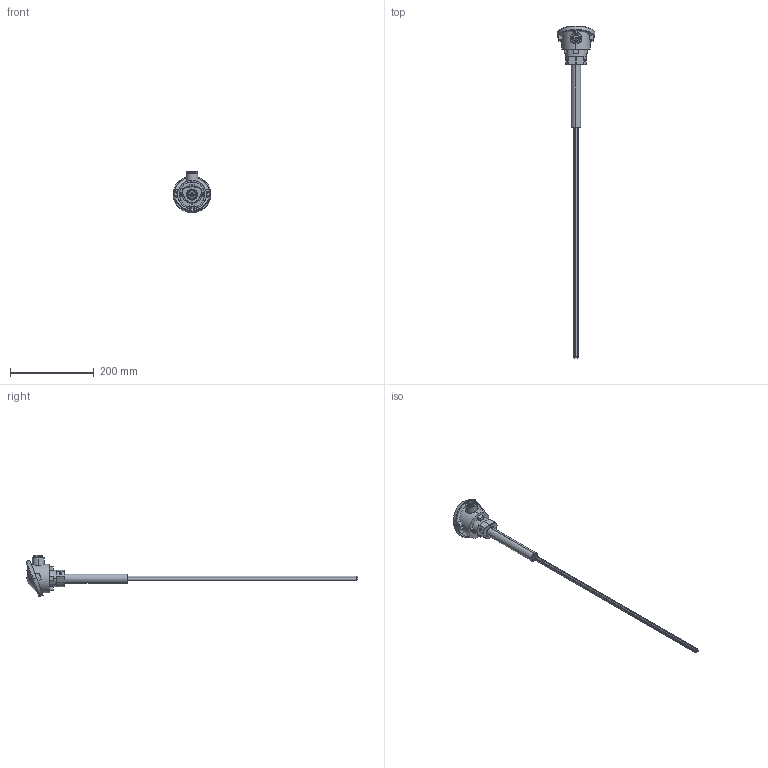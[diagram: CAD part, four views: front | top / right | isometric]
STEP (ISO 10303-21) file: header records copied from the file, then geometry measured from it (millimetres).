
FILE_DESCRIPTION (( 'STEP AP214' ), '1' );
FILE_NAME ('13-0103-SR22.STEP', '2023-10-16T13:24:57', ( '' ), ( '' ), 'SwSTEP 2.0', 'SolidWorks 2022', '' );
FILE_SCHEMA (( 'AUTOMOTIVE_DESIGN' ));
Length unit declared in the file: millimetre
Products named in the file (26): 22-0101-1101-24; Schraube_M5_Kopf; 22-0000-1018-01-1; Kabelverschaubung_M20x15_Gummi; 13-0103-SR22; Luesterklemme_BG-2; Einschub-1-1; 22-1104-0503_NL700; Kopfeinsatz_Quetschring; Anschlusskopf_Form_A; slotted pan head screw_din_DIN EN ISO 1580 - M4 x 16 - 16C; 22-0103-1101-06; Luesterklemme_BG-1; socket set screw cone point_din_DIN 914 - M5 x 6-C; Kopfeinsatz_Dichtring_Deckel; Schraube_M3-1-1; Luesterklemme-1-1; Scheibe_M5_Kopf; Cover^Anschlusskopf_Form_A; 23-0102-35_23-0102-35-0738; slotted pan head screw_din_DIN EN ISO 1580 - M4 x 8 - 8C; Kopfeinsatz_Deckel; Kopfeinsatz_Mutter; Montageplatte_3fach; Anschlusskopf_Form_A_Kopf; body^Anschlusskopf_Form_A
Assembly tree (44 placements, depth 4):
  13-0103-SR22
    22-0103-1101-06
    22-1104-0503_NL700  x3
    23-0102-35_23-0102-35-0738  x2
    Anschlusskopf_Form_A
      body^Anschlusskopf_Form_A
        Anschlusskopf_Form_A_Kopf
        Kabelverschaubung_M20x15_Gummi
        Kopfeinsatz_Mutter
        Kopfeinsatz_Quetschring
        socket set screw cone point_din_DIN 914 - M5 x 6-C  x2
      Cover^Anschlusskopf_Form_A
        Kopfeinsatz_Dichtring_Deckel
        Kopfeinsatz_Deckel
        Schraube_M5_Kopf  x2
        Scheibe_M5_Kopf  x2
    Montageplatte_3fach
      Luesterklemme_BG-1
        Luesterklemme-1-1
        Einschub-1-1  x2
        Schraube_M3-1-1  x4
      Luesterklemme_BG-2
        Luesterklemme-1-1
        Einschub-1-1  x2
        Schraube_M3-1-1  x4
      22-0000-1018-01-1
      slotted pan head screw_din_DIN EN ISO 1580 - M4 x 16 - 16C  x2
      slotted pan head screw_din_DIN EN ISO 1580 - M4 x 8 - 8C  x2
    22-0101-1101-24
Bounding box: 90 x 793.53 x 98.48 mm (x, y, z)
Volume: 107510.2 mm3; surface area: 180784 mm2
Topology: 37 solids, 39 shells, 655 faces, 1551 edges, 995 vertices
Faces by surface type: cylinder 282, plane 279, cone 54, sphere 19, torus 19, bspline 2
Entity records: 13415 total; most frequent: CARTESIAN_POINT 2749, DIRECTION 2165, ORIENTED_EDGE 1858, EDGE_CURVE 930, AXIS2_PLACEMENT_3D 863, VERTEX_POINT 600, EDGE_LOOP 495, VECTOR 439
